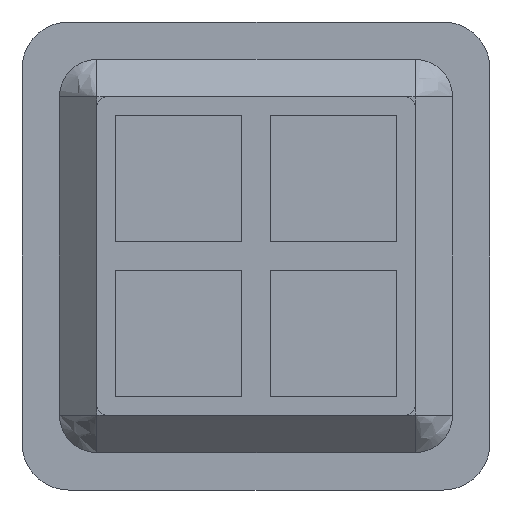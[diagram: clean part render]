
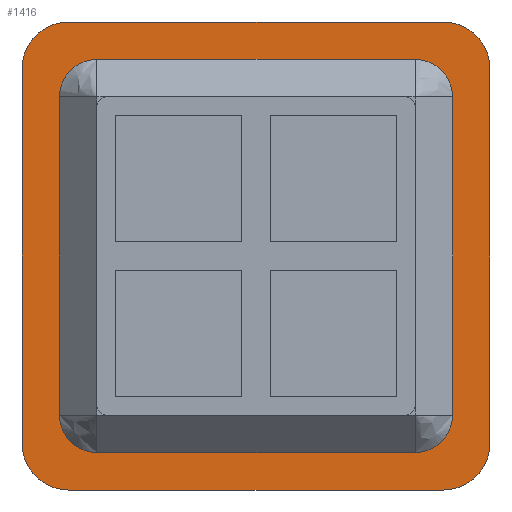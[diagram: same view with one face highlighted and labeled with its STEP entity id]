
A CAD part, front view. The second image highlights one B-rep face of the part: STEP entity #1416.
In plain terms, the highlighted planar face has unit normal (0, -1, 0).
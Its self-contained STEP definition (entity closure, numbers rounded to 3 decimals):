
#1006=CARTESIAN_POINT('',(-10.,0.0,12.5));
#1007=VERTEX_POINT('',#1006);
#1023=CARTESIAN_POINT('',(-12.5,0.0,10.));
#1024=VERTEX_POINT('',#1023);
#1031=CARTESIAN_POINT('',(-10.,0.0,10.));
#1032=DIRECTION('',(0.0,1.0,0.0));
#1033=DIRECTION('',(0.0,0.0,1.0));
#1034=AXIS2_PLACEMENT_3D('',#1031,#1032,#1033);
#1035=CIRCLE('',#1034,2.5);
#1036=EDGE_CURVE('',#1024,#1007,#1035,.T.);
#1048=CARTESIAN_POINT('',(10.,0.0,12.5));
#1049=VERTEX_POINT('',#1048);
#1063=CARTESIAN_POINT('',(-10.,0.0,12.5));
#1064=DIRECTION('',(1.0,0.0,0.0));
#1065=VECTOR('',#1064,20.);
#1066=LINE('',#1063,#1065);
#1067=EDGE_CURVE('',#1007,#1049,#1066,.T.);
#1079=CARTESIAN_POINT('',(12.5,0.0,10.));
#1080=VERTEX_POINT('',#1079);
#1095=CARTESIAN_POINT('',(10.,0.0,10.));
#1096=DIRECTION('',(0.0,-1.0,0.0));
#1097=DIRECTION('',(0.0,0.0,-1.0));
#1098=AXIS2_PLACEMENT_3D('',#1095,#1096,#1097);
#1099=CIRCLE('',#1098,2.5);
#1100=EDGE_CURVE('',#1080,#1049,#1099,.T.);
#1112=CARTESIAN_POINT('',(12.5,0.0,-10.));
#1113=VERTEX_POINT('',#1112);
#1127=CARTESIAN_POINT('',(12.5,0.0,-10.));
#1128=DIRECTION('',(0.0,0.0,1.0));
#1129=VECTOR('',#1128,20.);
#1130=LINE('',#1127,#1129);
#1131=EDGE_CURVE('',#1113,#1080,#1130,.T.);
#1143=CARTESIAN_POINT('',(10.,0.0,-12.5));
#1144=VERTEX_POINT('',#1143);
#1159=CARTESIAN_POINT('',(10.,0.0,-10.));
#1160=DIRECTION('',(0.0,1.0,0.0));
#1161=DIRECTION('',(0.0,0.0,1.0));
#1162=AXIS2_PLACEMENT_3D('',#1159,#1160,#1161);
#1163=CIRCLE('',#1162,2.5);
#1164=EDGE_CURVE('',#1113,#1144,#1163,.T.);
#1176=CARTESIAN_POINT('',(-10.,0.0,-12.5));
#1177=VERTEX_POINT('',#1176);
#1191=CARTESIAN_POINT('',(-10.,0.0,-12.5));
#1192=DIRECTION('',(1.0,0.0,0.0));
#1193=VECTOR('',#1192,20.);
#1194=LINE('',#1191,#1193);
#1195=EDGE_CURVE('',#1177,#1144,#1194,.T.);
#1207=CARTESIAN_POINT('',(-12.5,0.0,-10.));
#1208=VERTEX_POINT('',#1207);
#1223=CARTESIAN_POINT('',(-10.,0.0,-10.));
#1224=DIRECTION('',(0.0,1.0,0.0));
#1225=DIRECTION('',(0.0,0.0,1.0));
#1226=AXIS2_PLACEMENT_3D('',#1223,#1224,#1225);
#1227=CIRCLE('',#1226,2.5);
#1228=EDGE_CURVE('',#1177,#1208,#1227,.T.);
#1246=CARTESIAN_POINT('',(-12.5,0.0,-10.));
#1247=DIRECTION('',(0.0,0.0,1.0));
#1248=VECTOR('',#1247,20.);
#1249=LINE('',#1246,#1248);
#1250=EDGE_CURVE('',#1208,#1024,#1249,.T.);
#1331=CARTESIAN_POINT('',(-13.75,0.0,-13.75));
#1332=DIRECTION('',(0.0,1.0,0.0));
#1333=DIRECTION('',(0.0,0.0,1.0));
#1334=AXIS2_PLACEMENT_3D('',#1331,#1332,#1333);
#1335=PLANE('',#1334);
#1336=ORIENTED_EDGE('',*,*,#1036,.F.);
#1337=ORIENTED_EDGE('',*,*,#1250,.F.);
#1338=ORIENTED_EDGE('',*,*,#1228,.F.);
#1339=ORIENTED_EDGE('',*,*,#1195,.T.);
#1340=ORIENTED_EDGE('',*,*,#1164,.F.);
#1341=ORIENTED_EDGE('',*,*,#1131,.T.);
#1342=ORIENTED_EDGE('',*,*,#1100,.T.);
#1343=ORIENTED_EDGE('',*,*,#1067,.F.);
#1344=EDGE_LOOP('',(#1336,#1337,#1338,#1339,#1340,#1341,#1342,#1343));
#1345=FACE_OUTER_BOUND('',#1344,.T.);
#1346=CARTESIAN_POINT('',(-8.5,0.0,-8.));
#1347=VERTEX_POINT('',#1346);
#1348=CARTESIAN_POINT('',(-8.5,0.0,8.));
#1349=VERTEX_POINT('',#1348);
#1350=CARTESIAN_POINT('',(-8.5,0.0,-8.));
#1351=DIRECTION('',(0.0,0.0,1.0));
#1352=VECTOR('',#1351,16.);
#1353=LINE('',#1350,#1352);
#1354=EDGE_CURVE('',#1347,#1349,#1353,.T.);
#1355=ORIENTED_EDGE('',*,*,#1354,.T.);
#1356=CARTESIAN_POINT('',(-8.,0.0,8.5));
#1357=VERTEX_POINT('',#1356);
#1358=CARTESIAN_POINT('',(-8.,0.0,8.));
#1359=DIRECTION('',(0.0,1.0,0.0));
#1360=DIRECTION('',(0.0,0.0,1.0));
#1361=AXIS2_PLACEMENT_3D('',#1358,#1359,#1360);
#1362=CIRCLE('',#1361,0.5);
#1363=EDGE_CURVE('',#1349,#1357,#1362,.T.);
#1364=ORIENTED_EDGE('',*,*,#1363,.T.);
#1365=CARTESIAN_POINT('',(8.,0.0,8.5));
#1366=VERTEX_POINT('',#1365);
#1367=CARTESIAN_POINT('',(-8.,0.0,8.5));
#1368=DIRECTION('',(1.0,0.0,0.0));
#1369=VECTOR('',#1368,16.);
#1370=LINE('',#1367,#1369);
#1371=EDGE_CURVE('',#1357,#1366,#1370,.T.);
#1372=ORIENTED_EDGE('',*,*,#1371,.T.);
#1373=CARTESIAN_POINT('',(8.5,0.0,8.));
#1374=VERTEX_POINT('',#1373);
#1375=CARTESIAN_POINT('',(8.,0.0,8.));
#1376=DIRECTION('',(0.0,1.0,0.0));
#1377=DIRECTION('',(0.0,0.0,1.0));
#1378=AXIS2_PLACEMENT_3D('',#1375,#1376,#1377);
#1379=CIRCLE('',#1378,0.5);
#1380=EDGE_CURVE('',#1366,#1374,#1379,.T.);
#1381=ORIENTED_EDGE('',*,*,#1380,.T.);
#1382=CARTESIAN_POINT('',(8.5,0.0,-8.0));
#1383=VERTEX_POINT('',#1382);
#1384=CARTESIAN_POINT('',(8.5,0.0,-8.0));
#1385=DIRECTION('',(0.0,0.0,1.0));
#1386=VECTOR('',#1385,16.);
#1387=LINE('',#1384,#1386);
#1388=EDGE_CURVE('',#1383,#1374,#1387,.T.);
#1389=ORIENTED_EDGE('',*,*,#1388,.F.);
#1390=CARTESIAN_POINT('',(8.,0.0,-8.5));
#1391=VERTEX_POINT('',#1390);
#1392=CARTESIAN_POINT('',(8.,0.0,-8.));
#1393=DIRECTION('',(0.0,1.0,0.0));
#1394=DIRECTION('',(0.0,0.0,1.0));
#1395=AXIS2_PLACEMENT_3D('',#1392,#1393,#1394);
#1396=CIRCLE('',#1395,0.5);
#1397=EDGE_CURVE('',#1383,#1391,#1396,.T.);
#1398=ORIENTED_EDGE('',*,*,#1397,.T.);
#1399=CARTESIAN_POINT('',(-8.,0.0,-8.5));
#1400=VERTEX_POINT('',#1399);
#1401=CARTESIAN_POINT('',(-8.,0.0,-8.5));
#1402=DIRECTION('',(1.0,0.0,0.0));
#1403=VECTOR('',#1402,16.);
#1404=LINE('',#1401,#1403);
#1405=EDGE_CURVE('',#1400,#1391,#1404,.T.);
#1406=ORIENTED_EDGE('',*,*,#1405,.F.);
#1407=CARTESIAN_POINT('',(-8.,0.0,-8.));
#1408=DIRECTION('',(0.0,1.0,0.0));
#1409=DIRECTION('',(0.0,0.0,1.0));
#1410=AXIS2_PLACEMENT_3D('',#1407,#1408,#1409);
#1411=CIRCLE('',#1410,0.5);
#1412=EDGE_CURVE('',#1400,#1347,#1411,.T.);
#1413=ORIENTED_EDGE('',*,*,#1412,.T.);
#1414=EDGE_LOOP('',(#1355,#1364,#1372,#1381,#1389,#1398,#1406,#1413));
#1415=FACE_BOUND('',#1414,.T.);
#1416=ADVANCED_FACE('',(#1345,#1415),#1335,.F.);
